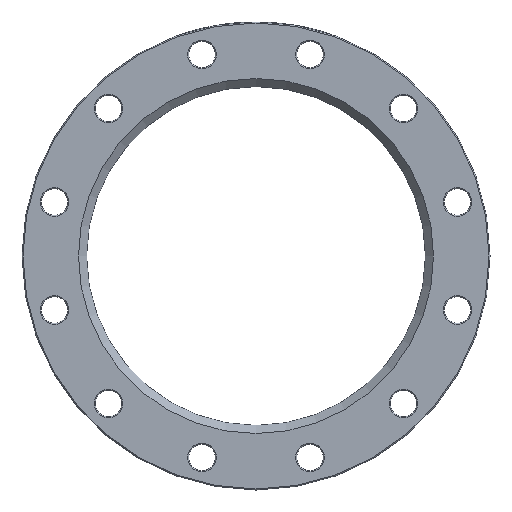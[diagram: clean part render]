
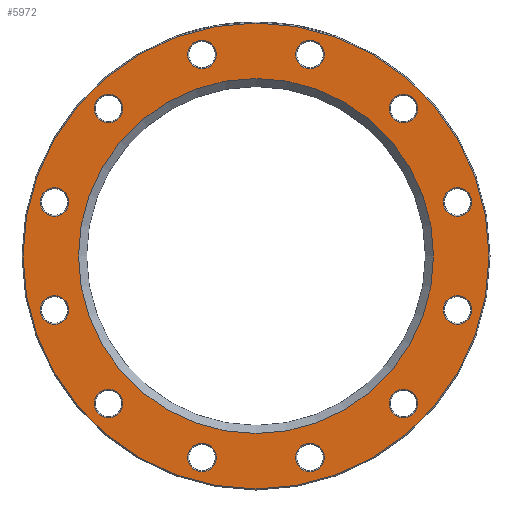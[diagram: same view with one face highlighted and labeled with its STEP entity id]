
A CAD part, left-side view. The second image highlights one B-rep face of the part: STEP entity #5972.
In plain terms, the highlighted planar face has unit normal (-1, 0, 0).
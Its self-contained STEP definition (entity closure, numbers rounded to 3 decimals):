
#37 = FACE_BOUND ( 'NONE', #174, .T. ) ;
#53 = CARTESIAN_POINT ( 'NONE',  ( 0., 53.058, -212.015 ) ) ;
#65 = CARTESIAN_POINT ( 'NONE',  ( 0., -53.058, -198.015 ) ) ;
#96 = DIRECTION ( 'NONE',  ( 0., 0., -1. ) ) ;
#105 = ORIENTED_EDGE ( 'NONE', *, *, #283, .T. ) ;
#132 = FACE_BOUND ( 'NONE', #4177, .T. ) ;
#174 = EDGE_LOOP ( 'NONE', ( #2131 ) ) ;
#283 = EDGE_CURVE ( 'NONE', #3853, #3853, #3668, .T. ) ;
#329 = AXIS2_PLACEMENT_3D ( 'NONE', #817, #2771, #4389 ) ;
#330 = EDGE_CURVE ( 'NONE', #878, #878, #2410, .T. ) ;
#352 = EDGE_CURVE ( 'NONE', #384, #384, #5474, .T. ) ;
#384 = VERTEX_POINT ( 'NONE', #3451 ) ;
#429 = EDGE_CURVE ( 'NONE', #5936, #5936, #4317, .T. ) ;
#482 = DIRECTION ( 'NONE',  ( 1., 0., 0. ) ) ;
#497 = DIRECTION ( 'NONE',  ( 1., 0., 0. ) ) ;
#562 = PLANE ( 'NONE',  #4986 ) ;
#593 = FACE_BOUND ( 'NONE', #6386, .T. ) ;
#641 = CIRCLE ( 'NONE', #4869, 14. ) ;
#655 = AXIS2_PLACEMENT_3D ( 'NONE', #3018, #5049, #4048 ) ;
#697 = CIRCLE ( 'NONE', #1769, 14. ) ;
#782 = ORIENTED_EDGE ( 'NONE', *, *, #330, .T. ) ;
#792 = DIRECTION ( 'NONE',  ( 1., 0., 0. ) ) ;
#817 = CARTESIAN_POINT ( 'NONE',  ( 0., 198.015, 53.058 ) ) ;
#843 = DIRECTION ( 'NONE',  ( 1., 0., 0. ) ) ;
#857 = CIRCLE ( 'NONE', #329, 14. ) ;
#870 = EDGE_LOOP ( 'NONE', ( #4439 ) ) ;
#878 = VERTEX_POINT ( 'NONE', #2347 ) ;
#992 = DIRECTION ( 'NONE',  ( 1., 0., 0. ) ) ;
#1088 = FACE_BOUND ( 'NONE', #4220, .T. ) ;
#1130 = EDGE_CURVE ( 'NONE', #1320, #1320, #5644, .T. ) ;
#1196 = EDGE_LOOP ( 'NONE', ( #5895 ) ) ;
#1204 = EDGE_LOOP ( 'NONE', ( #5248 ) ) ;
#1242 = EDGE_LOOP ( 'NONE', ( #2586 ) ) ;
#1320 = VERTEX_POINT ( 'NONE', #2439 ) ;
#1398 = DIRECTION ( 'NONE',  ( 1., 0., 0. ) ) ;
#1477 = ORIENTED_EDGE ( 'NONE', *, *, #1991, .T. ) ;
#1514 = CARTESIAN_POINT ( 'NONE',  ( 0., -144.957, 130.957 ) ) ;
#1560 = FACE_BOUND ( 'NONE', #1242, .T. ) ;
#1578 = CIRCLE ( 'NONE', #5280, 14. ) ;
#1628 = FACE_BOUND ( 'NONE', #1196, .T. ) ;
#1765 = DIRECTION ( 'NONE',  ( 0., 0., -1. ) ) ;
#1769 = AXIS2_PLACEMENT_3D ( 'NONE', #3567, #992, #6515 ) ;
#1858 = AXIS2_PLACEMENT_3D ( 'NONE', #4889, #6405, #2837 ) ;
#1915 = CARTESIAN_POINT ( 'NONE',  ( 0., 0., 0. ) ) ;
#1922 = CIRCLE ( 'NONE', #3064, 14. ) ;
#1991 = EDGE_CURVE ( 'NONE', #2834, #2834, #6160, .T. ) ;
#2007 = CARTESIAN_POINT ( 'NONE',  ( 0., 198.015, -67.058 ) ) ;
#2039 = VERTEX_POINT ( 'NONE', #3551 ) ;
#2069 = CARTESIAN_POINT ( 'NONE',  ( 0., -198.015, 39.058 ) ) ;
#2131 = ORIENTED_EDGE ( 'NONE', *, *, #352, .T. ) ;
#2338 = DIRECTION ( 'NONE',  ( 0., 0., -1. ) ) ;
#2347 = CARTESIAN_POINT ( 'NONE',  ( 0., -144.957, -158.957 ) ) ;
#2359 = CIRCLE ( 'NONE', #2545, 14. ) ;
#2410 = CIRCLE ( 'NONE', #5052, 14. ) ;
#2439 = CARTESIAN_POINT ( 'NONE',  ( 0., 0., -174.5 ) ) ;
#2500 = CARTESIAN_POINT ( 'NONE',  ( 0., -198.015, -67.058 ) ) ;
#2521 = EDGE_LOOP ( 'NONE', ( #3971 ) ) ;
#2530 = CARTESIAN_POINT ( 'NONE',  ( 0., -53.058, -212.015 ) ) ;
#2531 = DIRECTION ( 'NONE',  ( 0., 0., -1. ) ) ;
#2545 = AXIS2_PLACEMENT_3D ( 'NONE', #2680, #4269, #3161 ) ;
#2564 = VERTEX_POINT ( 'NONE', #53 ) ;
#2586 = ORIENTED_EDGE ( 'NONE', *, *, #3127, .T. ) ;
#2595 = CARTESIAN_POINT ( 'NONE',  ( 0., -53.058, 184.015 ) ) ;
#2615 = EDGE_LOOP ( 'NONE', ( #782 ) ) ;
#2653 = AXIS2_PLACEMENT_3D ( 'NONE', #2783, #5399, #1765 ) ;
#2660 = EDGE_CURVE ( 'NONE', #5607, #5607, #1578, .T. ) ;
#2680 = CARTESIAN_POINT ( 'NONE',  ( 0., -198.015, -53.058 ) ) ;
#2743 = DIRECTION ( 'NONE',  ( 1., 0., 0. ) ) ;
#2771 = DIRECTION ( 'NONE',  ( 1., 0., 0. ) ) ;
#2783 = CARTESIAN_POINT ( 'NONE',  ( 0., 53.058, -198.015 ) ) ;
#2834 = VERTEX_POINT ( 'NONE', #5841 ) ;
#2837 = DIRECTION ( 'NONE',  ( 0., 0., -1. ) ) ;
#2928 = AXIS2_PLACEMENT_3D ( 'NONE', #4300, #792, #6314 ) ;
#3018 = CARTESIAN_POINT ( 'NONE',  ( 0., -53.058, 198.015 ) ) ;
#3063 = FACE_BOUND ( 'NONE', #5353, .T. ) ;
#3064 = AXIS2_PLACEMENT_3D ( 'NONE', #4338, #1398, #4831 ) ;
#3079 = VERTEX_POINT ( 'NONE', #2595 ) ;
#3127 = EDGE_CURVE ( 'NONE', #5048, #5048, #697, .T. ) ;
#3161 = DIRECTION ( 'NONE',  ( 0., 0., -1. ) ) ;
#3254 = EDGE_CURVE ( 'NONE', #5639, #5639, #2359, .T. ) ;
#3358 = CARTESIAN_POINT ( 'NONE',  ( 0., 144.957, 130.957 ) ) ;
#3451 = CARTESIAN_POINT ( 'NONE',  ( 0., 144.957, -158.957 ) ) ;
#3546 = EDGE_CURVE ( 'NONE', #2039, #2039, #857, .T. ) ;
#3551 = CARTESIAN_POINT ( 'NONE',  ( 0., 198.015, 39.058 ) ) ;
#3567 = CARTESIAN_POINT ( 'NONE',  ( 0., 198.015, -53.058 ) ) ;
#3597 = FACE_OUTER_BOUND ( 'NONE', #870, .T. ) ;
#3626 = DIRECTION ( 'NONE',  ( 1., 0., 0. ) ) ;
#3661 = CARTESIAN_POINT ( 'NONE',  ( 0., 166.5, 0. ) ) ;
#3668 = CIRCLE ( 'NONE', #6206, 14. ) ;
#3700 = EDGE_CURVE ( 'NONE', #3079, #3079, #4236, .T. ) ;
#3741 = ORIENTED_EDGE ( 'NONE', *, *, #1130, .T. ) ;
#3742 = EDGE_CURVE ( 'NONE', #4013, #4013, #641, .T. ) ;
#3829 = DIRECTION ( 'NONE',  ( 0., 0., -1. ) ) ;
#3853 = VERTEX_POINT ( 'NONE', #3358 ) ;
#3929 = ORIENTED_EDGE ( 'NONE', *, *, #2660, .T. ) ;
#3945 = CARTESIAN_POINT ( 'NONE',  ( 0., 0., -229. ) ) ;
#3971 = ORIENTED_EDGE ( 'NONE', *, *, #3742, .T. ) ;
#4013 = VERTEX_POINT ( 'NONE', #1514 ) ;
#4048 = DIRECTION ( 'NONE',  ( 0., 0., -1. ) ) ;
#4091 = CARTESIAN_POINT ( 'NONE',  ( 0., 144.957, 144.957 ) ) ;
#4126 = FACE_BOUND ( 'NONE', #2521, .T. ) ;
#4163 = FACE_BOUND ( 'NONE', #5603, .T. ) ;
#4177 = EDGE_LOOP ( 'NONE', ( #3929 ) ) ;
#4220 = EDGE_LOOP ( 'NONE', ( #105 ) ) ;
#4236 = CIRCLE ( 'NONE', #655, 14. ) ;
#4269 = DIRECTION ( 'NONE',  ( 1., 0., 0. ) ) ;
#4300 = CARTESIAN_POINT ( 'NONE',  ( 0., 144.957, -144.957 ) ) ;
#4317 = CIRCLE ( 'NONE', #4943, 229. ) ;
#4338 = CARTESIAN_POINT ( 'NONE',  ( 0., -198.015, 53.058 ) ) ;
#4389 = DIRECTION ( 'NONE',  ( 0., 0., -1. ) ) ;
#4395 = DIRECTION ( 'NONE',  ( 0., 0., -1. ) ) ;
#4439 = ORIENTED_EDGE ( 'NONE', *, *, #429, .T. ) ;
#4473 = ORIENTED_EDGE ( 'NONE', *, *, #4885, .T. ) ;
#4482 = VERTEX_POINT ( 'NONE', #2069 ) ;
#4831 = DIRECTION ( 'NONE',  ( 0., 0., -1. ) ) ;
#4842 = EDGE_CURVE ( 'NONE', #2564, #2564, #5507, .T. ) ;
#4869 = AXIS2_PLACEMENT_3D ( 'NONE', #5512, #482, #2531 ) ;
#4885 = EDGE_CURVE ( 'NONE', #4482, #4482, #1922, .T. ) ;
#4889 = CARTESIAN_POINT ( 'NONE',  ( 0., 0., 0. ) ) ;
#4939 = CARTESIAN_POINT ( 'NONE',  ( 0., 53.058, 198.015 ) ) ;
#4943 = AXIS2_PLACEMENT_3D ( 'NONE', #1915, #5022, #4395 ) ;
#4986 = AXIS2_PLACEMENT_3D ( 'NONE', #3661, #497, #5094 ) ;
#4998 = DIRECTION ( 'NONE',  ( 0., 0., -1. ) ) ;
#5022 = DIRECTION ( 'NONE',  ( -1., 0., 0. ) ) ;
#5048 = VERTEX_POINT ( 'NONE', #2007 ) ;
#5049 = DIRECTION ( 'NONE',  ( 1., 0., 0. ) ) ;
#5052 = AXIS2_PLACEMENT_3D ( 'NONE', #5260, #2743, #3829 ) ;
#5094 = DIRECTION ( 'NONE',  ( 0., 0., -1. ) ) ;
#5139 = ORIENTED_EDGE ( 'NONE', *, *, #3546, .T. ) ;
#5223 = AXIS2_PLACEMENT_3D ( 'NONE', #4939, #843, #2338 ) ;
#5248 = ORIENTED_EDGE ( 'NONE', *, *, #3700, .T. ) ;
#5260 = CARTESIAN_POINT ( 'NONE',  ( 0., -144.957, -144.957 ) ) ;
#5280 = AXIS2_PLACEMENT_3D ( 'NONE', #65, #3626, #4998 ) ;
#5353 = EDGE_LOOP ( 'NONE', ( #4473 ) ) ;
#5399 = DIRECTION ( 'NONE',  ( 1., 0., 0. ) ) ;
#5474 = CIRCLE ( 'NONE', #2928, 14. ) ;
#5507 = CIRCLE ( 'NONE', #2653, 14. ) ;
#5512 = CARTESIAN_POINT ( 'NONE',  ( 0., -144.957, 144.957 ) ) ;
#5557 = FACE_BOUND ( 'NONE', #1204, .T. ) ;
#5603 = EDGE_LOOP ( 'NONE', ( #3741 ) ) ;
#5607 = VERTEX_POINT ( 'NONE', #2530 ) ;
#5639 = VERTEX_POINT ( 'NONE', #2500 ) ;
#5644 = CIRCLE ( 'NONE', #1858, 174.5 ) ;
#5683 = FACE_BOUND ( 'NONE', #2615, .T. ) ;
#5841 = CARTESIAN_POINT ( 'NONE',  ( 0., 53.058, 184.015 ) ) ;
#5895 = ORIENTED_EDGE ( 'NONE', *, *, #3254, .T. ) ;
#5936 = VERTEX_POINT ( 'NONE', #3945 ) ;
#5972 = ADVANCED_FACE ( 'NONE', ( #4163, #3597, #1088, #6077, #5557, #4126, #3063, #1628, #5683, #132, #593, #37, #1560, #6177 ), #562, .F. ) ;
#6030 = ORIENTED_EDGE ( 'NONE', *, *, #4842, .T. ) ;
#6077 = FACE_BOUND ( 'NONE', #6363, .T. ) ;
#6160 = CIRCLE ( 'NONE', #5223, 14. ) ;
#6177 = FACE_BOUND ( 'NONE', #6414, .T. ) ;
#6206 = AXIS2_PLACEMENT_3D ( 'NONE', #4091, #6210, #96 ) ;
#6210 = DIRECTION ( 'NONE',  ( 1., 0., 0. ) ) ;
#6314 = DIRECTION ( 'NONE',  ( 0., 0., -1. ) ) ;
#6363 = EDGE_LOOP ( 'NONE', ( #1477 ) ) ;
#6386 = EDGE_LOOP ( 'NONE', ( #6030 ) ) ;
#6405 = DIRECTION ( 'NONE',  ( 1., 0., 0. ) ) ;
#6414 = EDGE_LOOP ( 'NONE', ( #5139 ) ) ;
#6515 = DIRECTION ( 'NONE',  ( 0., 0., -1. ) ) ;
